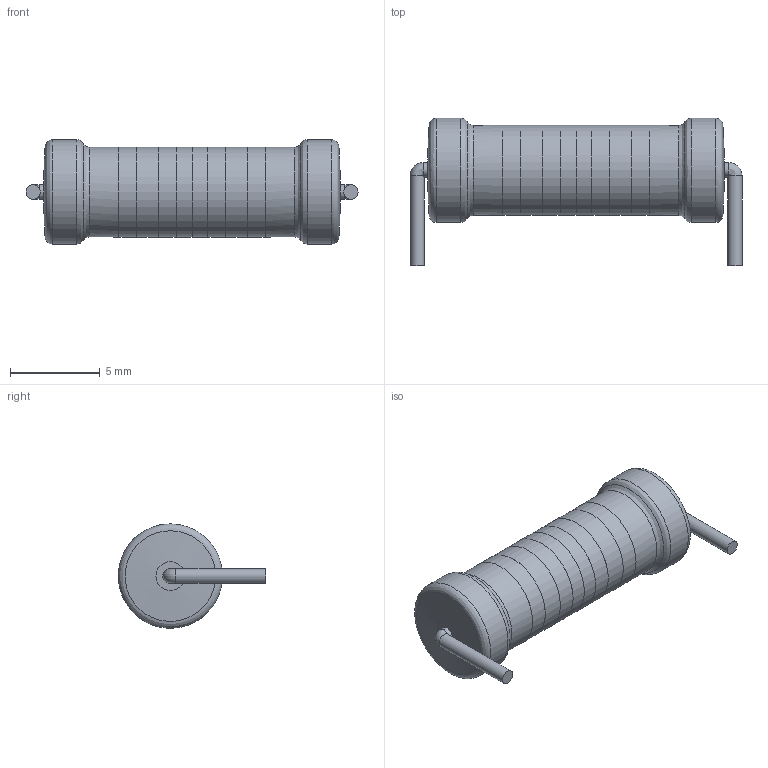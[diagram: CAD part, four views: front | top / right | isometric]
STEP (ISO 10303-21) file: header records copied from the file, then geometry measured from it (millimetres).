
FILE_DESCRIPTION(('FreeCAD Model'),'2;1');
FILE_NAME('17.stp', '2015-04-18T19:25:00',('FreeCAD'),('FreeCAD'), 'Open CASCADE STEP processor 6.7','FreeCAD','Unknown');
FILE_SCHEMA(('AUTOMOTIVE_DESIGN_CC2 { 1 2 10303 214 -1 1 5 4 }'));
Length unit declared in the file: millimetre
Products named in the file (2): Fusion; Fusion001
Bounding box: 18.46 x 8.19 x 5.79 mm (x, y, z)
Volume: 355.8 mm3; surface area: 350 mm2
Topology: 3 solids, 3 shells, 40 faces, 63 edges, 37 vertices
Faces by surface type: cylinder 16, plane 14, bspline 6, cone 2, revolution 2
Full cylindrical faces by diameter (mm): 0.8 x4, 5 x2, 5.002 x4, 5.004 x4, 5.8 x2
Entity records: 2630 total; most frequent: CARTESIAN_POINT 1093, DIRECTION 205, ORIENTED_EDGE 126, PCURVE 126, DEFINITIONAL_REPRESENTATION 126, AXIS2_PLACEMENT_3D 64, LINE 64, VECTOR 64
